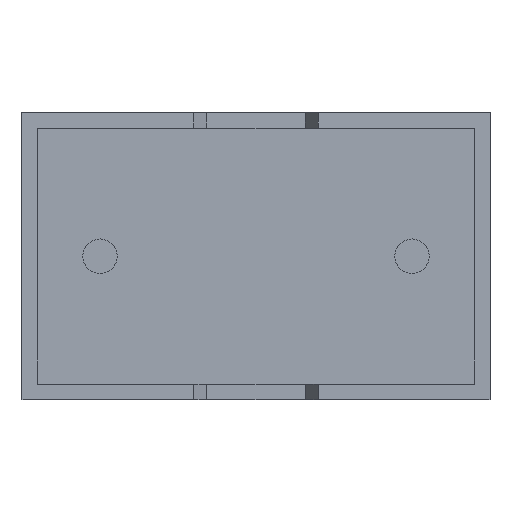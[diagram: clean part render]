
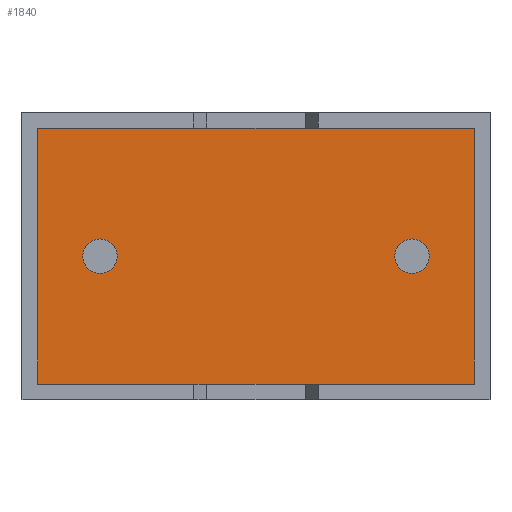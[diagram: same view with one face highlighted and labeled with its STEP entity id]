
A CAD part, front view. The second image highlights one B-rep face of the part: STEP entity #1840.
In plain terms, the highlighted planar face has unit normal (0, -1, 0).
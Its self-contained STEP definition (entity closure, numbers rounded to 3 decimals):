
#13 = VECTOR ( 'NONE', #3026, 1000. ) ;
#26 = DIRECTION ( 'NONE',  ( 0., -1., 0. ) ) ;
#29 = EDGE_CURVE ( 'NONE', #2174, #322, #2786, .T. ) ;
#49 = EDGE_CURVE ( 'NONE', #1666, #941, #3015, .T. ) ;
#62 = CARTESIAN_POINT ( 'NONE',  ( 1.25, 0.75, 2.575 ) ) ;
#81 = DIRECTION ( 'NONE',  ( 0., 0., -1. ) ) ;
#135 = ORIENTED_EDGE ( 'NONE', *, *, #49, .F. ) ;
#168 = EDGE_CURVE ( 'NONE', #430, #1804, #1870, .T. ) ;
#244 = CARTESIAN_POINT ( 'NONE',  ( 1.25, 0.75, 2.3 ) ) ;
#269 = LINE ( 'NONE', #2592, #3004 ) ;
#308 = DIRECTION ( 'NONE',  ( 0., 0., 1. ) ) ;
#322 = VERTEX_POINT ( 'NONE', #2266 ) ;
#327 = CARTESIAN_POINT ( 'NONE',  ( 7.25, 0.75, 0.25 ) ) ;
#373 = VECTOR ( 'NONE', #308, 1000. ) ;
#392 = EDGE_CURVE ( 'NONE', #2852, #2174, #269, .T. ) ;
#402 = AXIS2_PLACEMENT_3D ( 'NONE', #244, #464, #2340 ) ;
#430 = VERTEX_POINT ( 'NONE', #62 ) ;
#463 = CIRCLE ( 'NONE', #1739, 0.275 ) ;
#464 = DIRECTION ( 'NONE',  ( 0., -1., 0. ) ) ;
#621 = ORIENTED_EDGE ( 'NONE', *, *, #29, .T. ) ;
#681 = EDGE_LOOP ( 'NONE', ( #2779, #2825 ) ) ;
#721 = PLANE ( 'NONE',  #760 ) ;
#757 = EDGE_LOOP ( 'NONE', ( #1557, #135 ) ) ;
#758 = CARTESIAN_POINT ( 'NONE',  ( 1.25, 0.75, 2.3 ) ) ;
#760 = AXIS2_PLACEMENT_3D ( 'NONE', #1688, #1795, #835 ) ;
#778 = DIRECTION ( 'NONE',  ( 0., -1., 0. ) ) ;
#835 = DIRECTION ( 'NONE',  ( 0., 0., -1. ) ) ;
#941 = VERTEX_POINT ( 'NONE', #1446 ) ;
#1102 = AXIS2_PLACEMENT_3D ( 'NONE', #758, #26, #1434 ) ;
#1123 = ORIENTED_EDGE ( 'NONE', *, *, #2842, .T. ) ;
#1196 = VECTOR ( 'NONE', #2322, 1000. ) ;
#1218 = FACE_OUTER_BOUND ( 'NONE', #1712, .T. ) ;
#1332 = ORIENTED_EDGE ( 'NONE', *, *, #392, .T. ) ;
#1382 = CARTESIAN_POINT ( 'NONE',  ( 0.25, 0.75, 0.25 ) ) ;
#1434 = DIRECTION ( 'NONE',  ( 0., 0., -1. ) ) ;
#1446 = CARTESIAN_POINT ( 'NONE',  ( 6.25, 0.75, 2.575 ) ) ;
#1557 = ORIENTED_EDGE ( 'NONE', *, *, #1753, .F. ) ;
#1606 = CARTESIAN_POINT ( 'NONE',  ( 7.25, 0.75, 4.35 ) ) ;
#1624 = ORIENTED_EDGE ( 'NONE', *, *, #2308, .T. ) ;
#1666 = VERTEX_POINT ( 'NONE', #2884 ) ;
#1688 = CARTESIAN_POINT ( 'NONE',  ( 0., 0.75, 0. ) ) ;
#1690 = EDGE_CURVE ( 'NONE', #1804, #430, #2328, .T. ) ;
#1700 = CARTESIAN_POINT ( 'NONE',  ( 6.25, 0.75, 2.3 ) ) ;
#1712 = EDGE_LOOP ( 'NONE', ( #1332, #621, #1123, #1624 ) ) ;
#1739 = AXIS2_PLACEMENT_3D ( 'NONE', #1700, #778, #2177 ) ;
#1753 = EDGE_CURVE ( 'NONE', #941, #1666, #463, .T. ) ;
#1795 = DIRECTION ( 'NONE',  ( 0., -1., 0. ) ) ;
#1804 = VERTEX_POINT ( 'NONE', #2598 ) ;
#1840 = ADVANCED_FACE ( 'NONE', ( #2186, #1218, #2891 ), #721, .T. ) ;
#1848 = CARTESIAN_POINT ( 'NONE',  ( 6.25, 0.75, 2.3 ) ) ;
#1870 = CIRCLE ( 'NONE', #402, 0.275 ) ;
#2031 = DIRECTION ( 'NONE',  ( 0., -1., 0. ) ) ;
#2066 = LINE ( 'NONE', #1606, #13 ) ;
#2174 = VERTEX_POINT ( 'NONE', #2359 ) ;
#2177 = DIRECTION ( 'NONE',  ( 0., 0., -1. ) ) ;
#2186 = FACE_BOUND ( 'NONE', #757, .T. ) ;
#2192 = CARTESIAN_POINT ( 'NONE',  ( 0.25, 0.75, 4.35 ) ) ;
#2266 = CARTESIAN_POINT ( 'NONE',  ( 7.25, 0.75, 0.25 ) ) ;
#2308 = EDGE_CURVE ( 'NONE', #2602, #2852, #2066, .T. ) ;
#2322 = DIRECTION ( 'NONE',  ( 1., 0., 0. ) ) ;
#2328 = CIRCLE ( 'NONE', #1102, 0.275 ) ;
#2340 = DIRECTION ( 'NONE',  ( 0., 0., -1. ) ) ;
#2359 = CARTESIAN_POINT ( 'NONE',  ( 0.25, 0.75, 0.25 ) ) ;
#2412 = LINE ( 'NONE', #327, #373 ) ;
#2592 = CARTESIAN_POINT ( 'NONE',  ( 0.25, 0.75, 4.35 ) ) ;
#2598 = CARTESIAN_POINT ( 'NONE',  ( 1.25, 0.75, 2.025 ) ) ;
#2602 = VERTEX_POINT ( 'NONE', #2727 ) ;
#2727 = CARTESIAN_POINT ( 'NONE',  ( 7.25, 0.75, 4.35 ) ) ;
#2753 = DIRECTION ( 'NONE',  ( 0., 0., -1. ) ) ;
#2779 = ORIENTED_EDGE ( 'NONE', *, *, #168, .F. ) ;
#2786 = LINE ( 'NONE', #1382, #1196 ) ;
#2825 = ORIENTED_EDGE ( 'NONE', *, *, #1690, .F. ) ;
#2842 = EDGE_CURVE ( 'NONE', #322, #2602, #2412, .T. ) ;
#2852 = VERTEX_POINT ( 'NONE', #2192 ) ;
#2884 = CARTESIAN_POINT ( 'NONE',  ( 6.25, 0.75, 2.025 ) ) ;
#2891 = FACE_BOUND ( 'NONE', #681, .T. ) ;
#2909 = AXIS2_PLACEMENT_3D ( 'NONE', #1848, #2031, #2753 ) ;
#3004 = VECTOR ( 'NONE', #81, 1000. ) ;
#3015 = CIRCLE ( 'NONE', #2909, 0.275 ) ;
#3026 = DIRECTION ( 'NONE',  ( -1., 0., 0. ) ) ;
